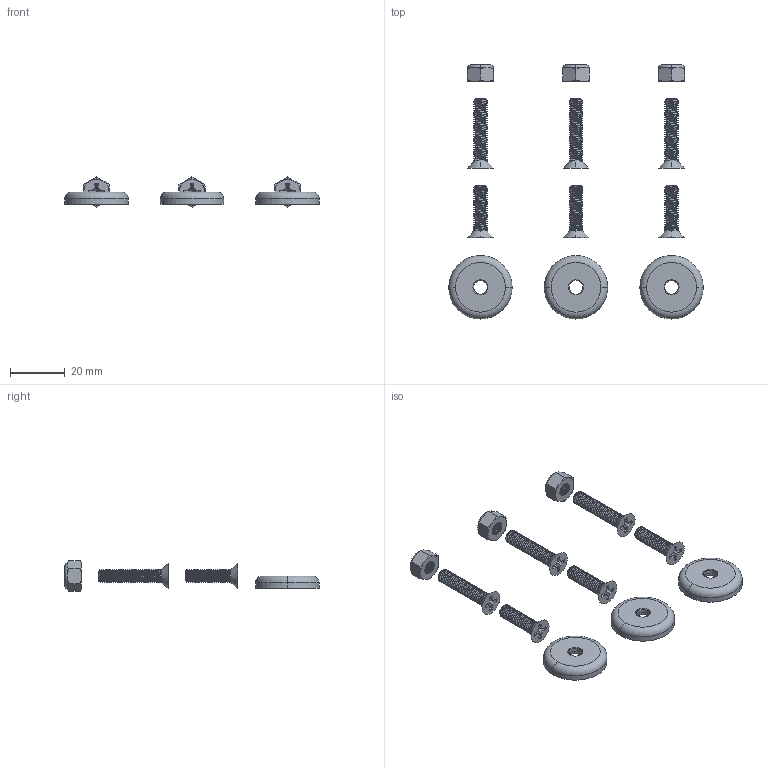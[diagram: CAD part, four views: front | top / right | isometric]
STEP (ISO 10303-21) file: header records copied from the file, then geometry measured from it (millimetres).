
FILE_DESCRIPTION (( 'STEP AP203' ), '1' );
FILE_NAME ('MM100.STEP', '2023-10-31T18:51:53', ( '' ), ( '' ), 'SwSTEP 2.0', 'SolidWorks 2021', '' );
FILE_SCHEMA (( 'CONFIG_CONTROL_DESIGN' ));
Length unit declared in the file: inch
Products named in the file (7): 82001; FPH MS 10-32 X 34_29510; 82001 MAGNET; NYLOCK NM 10-32 Z LOCKNUT_37015; FPH MS 10-32 X 1_29514; MM100; 82001 CUP
Assembly tree (14 placements, depth 3):
  MM100
    82001  x3
      82001 CUP
      82001 MAGNET
    FPH MS 10-32 X 34_29510  x3
    FPH MS 10-32 X 1_29514  x3
    NYLOCK NM 10-32 Z LOCKNUT_37015  x3
Bounding box: 93.05 x 92.86 x 11 mm (x, y, z)
Volume: 7312.2 mm3; surface area: 11278.5 mm2
Topology: 18 solids, 18 shells, 1041 faces, 2757 edges, 1755 vertices
Faces by surface type: cylinder 582, cone 231, plane 159, torus 54, bspline 15
Entity records: 19286 total; most frequent: CARTESIAN_POINT 10784, ORIENTED_EDGE 1830, DIRECTION 1362, EDGE_CURVE 915, VERTEX_POINT 585, AXIS2_PLACEMENT_3D 531, EDGE_LOOP 360, ADVANCED_FACE 347
